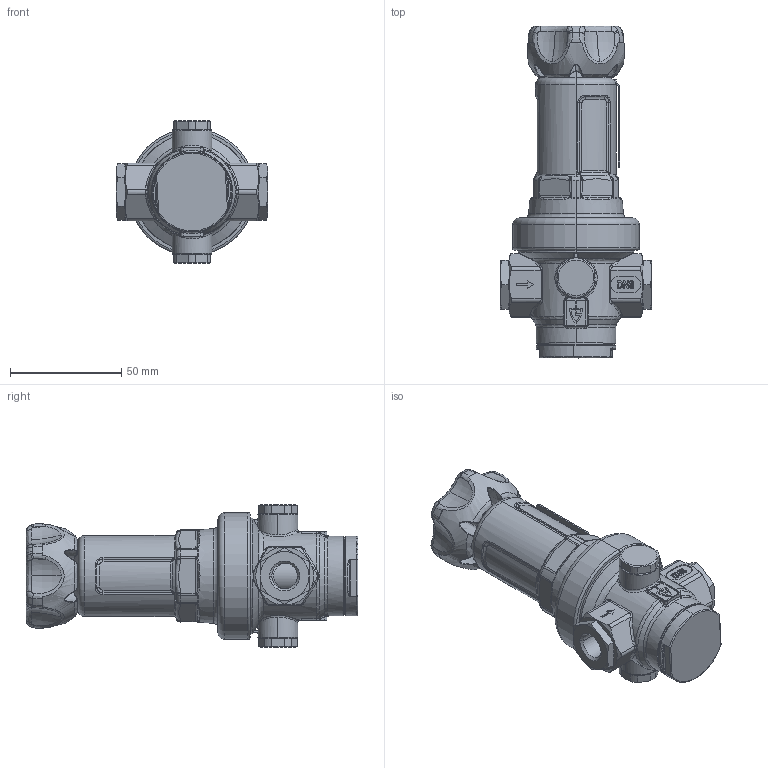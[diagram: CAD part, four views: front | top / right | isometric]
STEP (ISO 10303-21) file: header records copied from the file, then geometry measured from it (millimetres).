
FILE_DESCRIPTION (( 'STEP AP214' ), '1' );
FILE_NAME ('684-8-f+f-8+8.STEP', '2015-11-27T06:55:17', ( '' ), ( '' ), 'SwSTEP 2.0', 'SolidWorks 2014', '' );
FILE_SCHEMA (( 'AUTOMOTIVE_DESIGN' ));
Length unit declared in the file: millimetre
Products named in the file (1): 684-8-f+f-8+8
Bounding box: 68 x 149.4 x 64 mm (x, y, z)
Volume: 126314.6 mm3; surface area: 69946.9 mm2
Topology: 14 solids, 14 shells, 1967 faces, 4821 edges, 2876 vertices
Faces by surface type: bspline 662, plane 488, cylinder 430, cone 203, torus 148, sphere 36
Entity records: 121689 total; most frequent: CARTESIAN_POINT 59439, ORIENTED_EDGE 9510, DIRECTION 6754, EDGE_CURVE 4755, VERTEX_POINT 2876, AXIS2_PLACEMENT_3D 2647, EDGE_LOOP 2059, UNCERTAINTY_MEASURE_WITH_UNIT 1983
